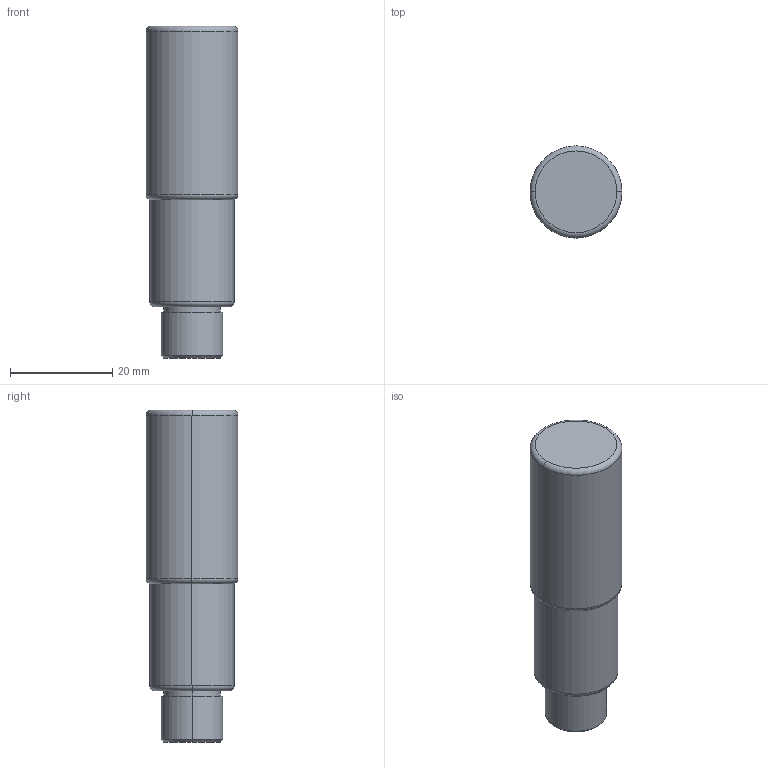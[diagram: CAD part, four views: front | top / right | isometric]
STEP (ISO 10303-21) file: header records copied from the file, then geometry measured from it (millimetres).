
FILE_DESCRIPTION((''),'2;1');
FILE_NAME('M18_F404046A','2006-05-11T',('Pepperl+Fuchs'),('Industriehansa'),'PRO/ENGINEER BY PARAMETRIC TECHNOLOGY CORPORATION, 2005290','PRO/ENGINEER BY PARAMETRIC TECHNOLOGY CORPORATION, 2005290','');
FILE_SCHEMA(('AUTOMOTIVE_DESIGN_CC2 { 1 2 10303 214 -1 1 5 2 }'));
Length unit declared in the file: millimetre
Products named in the file (1): M18_F404046A
Bounding box: 18 x 18 x 65 mm (x, y, z)
Volume: 14217.5 mm3; surface area: 3848.3 mm2
Topology: 1 solids, 1 shells, 20 faces, 47 edges, 39 vertices
Faces by surface type: cylinder 8, torus 6, plane 4, cone 2
Entity records: 884 total; most frequent: DIRECTION 117, CARTESIAN_POINT 90, ORIENTED_EDGE 76, PRESENTATION_STYLE_ASSIGNMENT 62, STYLED_ITEM 54, AXIS2_PLACEMENT_3D 49, CURVE_STYLE 49, EDGE_CURVE 38
